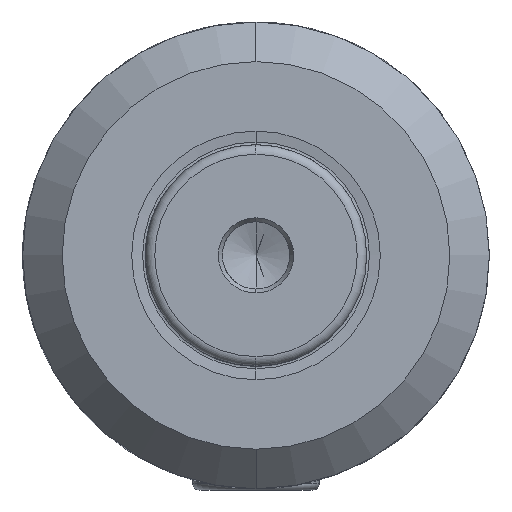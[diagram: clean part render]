
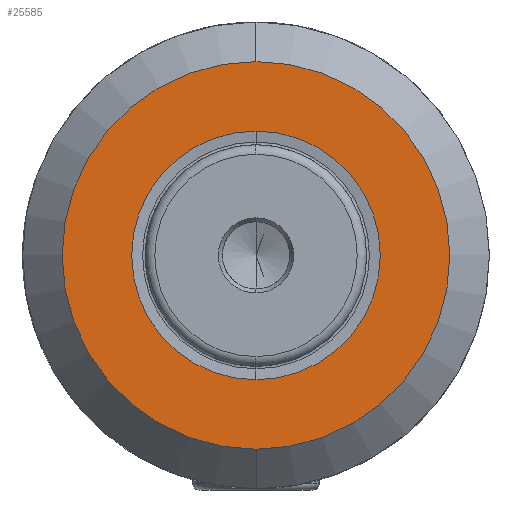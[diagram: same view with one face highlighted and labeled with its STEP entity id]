
A CAD part, left-side view. The second image highlights one B-rep face of the part: STEP entity #25585.
In plain terms, the highlighted planar face has unit normal (-1, 0, 0).
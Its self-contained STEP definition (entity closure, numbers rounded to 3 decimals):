
#468 = CARTESIAN_POINT ( 'NONE',  ( -86., 0., 0. ) ) ;
#559 = DIRECTION ( 'NONE',  ( 0., 0., 1. ) ) ;
#3730 = AXIS2_PLACEMENT_3D ( 'NONE', #468, #21132, #559 ) ;
#5275 = ORIENTED_EDGE ( 'NONE', *, *, #14637, .F. ) ;
#7494 = VERTEX_POINT ( 'NONE', #22436 ) ;
#8104 = DIRECTION ( 'NONE',  ( -1., 0., 0. ) ) ;
#10168 = DIRECTION ( 'NONE',  ( -1., 0., 0. ) ) ;
#12598 = FACE_BOUND ( 'NONE', #15696, .T. ) ;
#13093 = CARTESIAN_POINT ( 'NONE',  ( -86., 0., -15.715 ) ) ;
#13345 = EDGE_CURVE ( 'NONE', #16909, #14541, #15070, .T. ) ;
#13489 = CARTESIAN_POINT ( 'NONE',  ( -86., 0., 0. ) ) ;
#14541 = VERTEX_POINT ( 'NONE', #15197 ) ;
#14637 = EDGE_CURVE ( 'NONE', #23055, #7494, #21363, .T. ) ;
#14778 = EDGE_LOOP ( 'NONE', ( #20207, #20419 ) ) ;
#15070 = CIRCLE ( 'NONE', #17376, 24.5 ) ;
#15094 = AXIS2_PLACEMENT_3D ( 'NONE', #22286, #26406, #24261 ) ;
#15197 = CARTESIAN_POINT ( 'NONE',  ( -86., 0., 24.5 ) ) ;
#15687 = AXIS2_PLACEMENT_3D ( 'NONE', #13489, #23771, #15744 ) ;
#15696 = EDGE_LOOP ( 'NONE', ( #18285, #5275 ) ) ;
#15744 = DIRECTION ( 'NONE',  ( 0., 0., 1. ) ) ;
#16227 = CIRCLE ( 'NONE', #3730, 15.715 ) ;
#16370 = CARTESIAN_POINT ( 'NONE',  ( -86., 0., 0. ) ) ;
#16909 = VERTEX_POINT ( 'NONE', #20268 ) ;
#17376 = AXIS2_PLACEMENT_3D ( 'NONE', #20457, #8104, #22513 ) ;
#18052 = PLANE ( 'NONE',  #15094 ) ;
#18285 = ORIENTED_EDGE ( 'NONE', *, *, #24522, .F. ) ;
#19399 = FACE_OUTER_BOUND ( 'NONE', #14778, .T. ) ;
#20207 = ORIENTED_EDGE ( 'NONE', *, *, #13345, .T. ) ;
#20268 = CARTESIAN_POINT ( 'NONE',  ( -86., 0., -24.5 ) ) ;
#20419 = ORIENTED_EDGE ( 'NONE', *, *, #26625, .T. ) ;
#20457 = CARTESIAN_POINT ( 'NONE',  ( -86., 0., 0. ) ) ;
#21132 = DIRECTION ( 'NONE',  ( -1., 0., 0. ) ) ;
#21363 = CIRCLE ( 'NONE', #15687, 15.715 ) ;
#22286 = CARTESIAN_POINT ( 'NONE',  ( -86., 15.715, 0. ) ) ;
#22436 = CARTESIAN_POINT ( 'NONE',  ( -86., 0., 15.715 ) ) ;
#22513 = DIRECTION ( 'NONE',  ( 0., 0., 1. ) ) ;
#22682 = DIRECTION ( 'NONE',  ( 0., 0., 1. ) ) ;
#23055 = VERTEX_POINT ( 'NONE', #13093 ) ;
#23771 = DIRECTION ( 'NONE',  ( -1., 0., 0. ) ) ;
#23875 = CIRCLE ( 'NONE', #25616, 24.5 ) ;
#24261 = DIRECTION ( 'NONE',  ( 0., 0., -1. ) ) ;
#24522 = EDGE_CURVE ( 'NONE', #7494, #23055, #16227, .T. ) ;
#25585 = ADVANCED_FACE ( 'NONE', ( #12598, #19399 ), #18052, .F. ) ;
#25616 = AXIS2_PLACEMENT_3D ( 'NONE', #16370, #10168, #22682 ) ;
#26406 = DIRECTION ( 'NONE',  ( 1., 0., 0. ) ) ;
#26625 = EDGE_CURVE ( 'NONE', #14541, #16909, #23875, .T. ) ;
